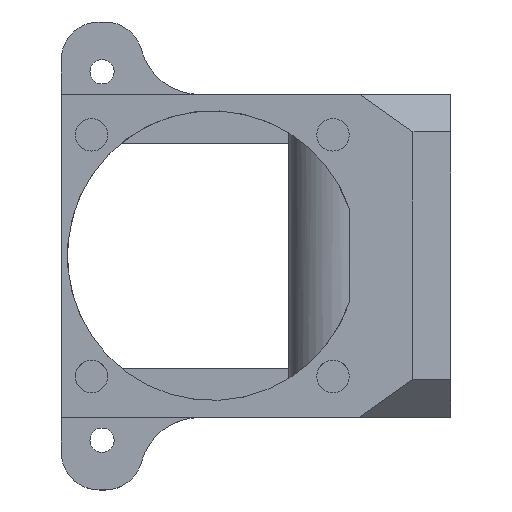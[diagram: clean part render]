
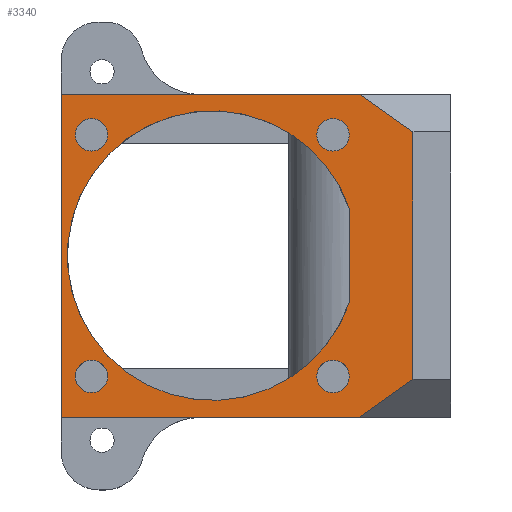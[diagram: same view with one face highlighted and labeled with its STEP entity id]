
A CAD part, top view. The second image highlights one B-rep face of the part: STEP entity #3340.
In plain terms, the highlighted planar face has unit normal (0, 0, 1).
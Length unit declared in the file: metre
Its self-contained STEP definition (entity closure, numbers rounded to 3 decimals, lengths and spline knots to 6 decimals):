
#95=LINE('',#4909,#438);
#96=LINE('',#4912,#439);
#97=LINE('',#4914,#440);
#98=LINE('',#4916,#441);
#99=LINE('',#4918,#442);
#100=LINE('',#4920,#443);
#101=LINE('',#4921,#444);
#438=VECTOR('',#3904,1.);
#439=VECTOR('',#3905,1.);
#440=VECTOR('',#3906,1.);
#441=VECTOR('',#3907,1.);
#442=VECTOR('',#3908,1.);
#443=VECTOR('',#3909,1.);
#444=VECTOR('',#3910,1.);
#748=PLANE('',#3533);
#929=ORIENTED_EDGE('',*,*,#1899,.F.);
#930=ORIENTED_EDGE('',*,*,#1900,.F.);
#931=ORIENTED_EDGE('',*,*,#1901,.F.);
#932=ORIENTED_EDGE('',*,*,#1902,.F.);
#933=ORIENTED_EDGE('',*,*,#1903,.T.);
#934=ORIENTED_EDGE('',*,*,#1904,.T.);
#935=ORIENTED_EDGE('',*,*,#1905,.T.);
#936=ORIENTED_EDGE('',*,*,#1906,.T.);
#937=ORIENTED_EDGE('',*,*,#1907,.F.);
#938=ORIENTED_EDGE('',*,*,#1908,.T.);
#939=ORIENTED_EDGE('',*,*,#1909,.T.);
#940=ORIENTED_EDGE('',*,*,#1910,.F.);
#1899=EDGE_CURVE('',#2384,#2384,#2684,.T.);
#1900=EDGE_CURVE('',#2385,#2385,#2685,.T.);
#1901=EDGE_CURVE('',#2386,#2386,#2686,.T.);
#1902=EDGE_CURVE('',#2387,#2387,#2687,.T.);
#1903=EDGE_CURVE('',#2388,#2389,#95,.T.);
#1904=EDGE_CURVE('',#2389,#2390,#96,.F.);
#1905=EDGE_CURVE('',#2390,#2391,#97,.T.);
#1906=EDGE_CURVE('',#2391,#2392,#98,.T.);
#1907=EDGE_CURVE('',#2393,#2392,#99,.T.);
#1908=EDGE_CURVE('',#2393,#2388,#100,.T.);
#1909=EDGE_CURVE('',#2394,#2395,#101,.T.);
#1910=EDGE_CURVE('',#2394,#2395,#2688,.T.);
#2384=VERTEX_POINT('',#4902);
#2385=VERTEX_POINT('',#4904);
#2386=VERTEX_POINT('',#4906);
#2387=VERTEX_POINT('',#4908);
#2388=VERTEX_POINT('',#4910);
#2389=VERTEX_POINT('',#4911);
#2390=VERTEX_POINT('',#4913);
#2391=VERTEX_POINT('',#4915);
#2392=VERTEX_POINT('',#4917);
#2393=VERTEX_POINT('',#4919);
#2394=VERTEX_POINT('',#4922);
#2395=VERTEX_POINT('',#4923);
#2684=CIRCLE('',#3534,0.00215);
#2685=CIRCLE('',#3535,0.00215);
#2686=CIRCLE('',#3536,0.00215);
#2687=CIRCLE('',#3537,0.00215);
#2688=CIRCLE('',#3538,0.019184);
#2784=EDGE_LOOP('',(#929));
#2785=EDGE_LOOP('',(#930));
#2786=EDGE_LOOP('',(#931));
#2787=EDGE_LOOP('',(#932));
#2788=EDGE_LOOP('',(#933,#934,#935,#936,#937,#938));
#2789=EDGE_LOOP('',(#939,#940));
#3045=FACE_BOUND('',#2784,.T.);
#3046=FACE_BOUND('',#2785,.T.);
#3047=FACE_BOUND('',#2786,.T.);
#3048=FACE_BOUND('',#2787,.T.);
#3049=FACE_BOUND('',#2788,.T.);
#3050=FACE_BOUND('',#2789,.T.);
#3340=ADVANCED_FACE('',(#3045,#3046,#3047,#3048,#3049,#3050),#748,.F.);
#3533=AXIS2_PLACEMENT_3D('',#4900,#3894,#3895);
#3534=AXIS2_PLACEMENT_3D('',#4901,#3896,#3897);
#3535=AXIS2_PLACEMENT_3D('',#4903,#3898,#3899);
#3536=AXIS2_PLACEMENT_3D('',#4905,#3900,#3901);
#3537=AXIS2_PLACEMENT_3D('',#4907,#3902,#3903);
#3538=AXIS2_PLACEMENT_3D('',#4924,#3911,#3912);
#3894=DIRECTION('',(0.,0.,-1.));
#3895=DIRECTION('',(0.,1.,0.));
#3896=DIRECTION('',(0.,0.,1.));
#3897=DIRECTION('',(0.,-1.,0.));
#3898=DIRECTION('',(0.,0.,1.));
#3899=DIRECTION('',(0.,-1.,0.));
#3900=DIRECTION('',(0.,0.,1.));
#3901=DIRECTION('',(0.,-1.,0.));
#3902=DIRECTION('',(0.,0.,1.));
#3903=DIRECTION('',(0.,-1.,0.));
#3904=DIRECTION('',(0.,1.,0.));
#3905=DIRECTION('',(0.816,-0.577,0.));
#3906=DIRECTION('',(-1.,0.,0.));
#3907=DIRECTION('',(0.,-1.,0.));
#3908=DIRECTION('',(-1.,0.,0.));
#3909=DIRECTION('',(0.816,0.577,0.));
#3910=DIRECTION('',(0.,-1.,0.));
#3911=DIRECTION('',(0.,0.,1.));
#3912=DIRECTION('',(0.,-1.,0.));
#4900=CARTESIAN_POINT('',(-0.0007,0.002143,0.029644));
#4901=CARTESIAN_POINT('',(-0.0433,0.016,0.029644));
#4902=CARTESIAN_POINT('',(-0.0433,0.01385,0.029644));
#4903=CARTESIAN_POINT('',(-0.0433,-0.016,0.029644));
#4904=CARTESIAN_POINT('',(-0.0433,-0.01815,0.029644));
#4905=CARTESIAN_POINT('',(-0.0113,-0.016,0.029644));
#4906=CARTESIAN_POINT('',(-0.0113,-0.01815,0.029644));
#4907=CARTESIAN_POINT('',(-0.0113,0.016,0.029644));
#4908=CARTESIAN_POINT('',(-0.0113,0.01385,0.029644));
#4909=CARTESIAN_POINT('',(-0.0007,0.0214,0.029644));
#4910=CARTESIAN_POINT('',(-0.0007,-0.0164,0.029644));
#4911=CARTESIAN_POINT('',(-0.0007,0.0164,0.029644));
#4912=CARTESIAN_POINT('',(0.001134,0.015103,0.029644));
#4913=CARTESIAN_POINT('',(-0.007771,0.0214,0.029644));
#4914=CARTESIAN_POINT('',(-0.0007,0.0214,0.029644));
#4915=CARTESIAN_POINT('',(-0.0473,0.0214,0.029644));
#4916=CARTESIAN_POINT('',(-0.0473,-0.0396,0.029644));
#4917=CARTESIAN_POINT('',(-0.0473,-0.0214,0.029644));
#4918=CARTESIAN_POINT('',(-0.0007,-0.0214,0.029644));
#4919=CARTESIAN_POINT('',(-0.007771,-0.0214,0.029644));
#4920=CARTESIAN_POINT('',(0.001134,-0.015103,0.029644));
#4921=CARTESIAN_POINT('',(-0.00916,-0.016286,0.029644));
#4922=CARTESIAN_POINT('',(-0.00916,0.006243,0.029644));
#4923=CARTESIAN_POINT('',(-0.00916,-0.006243,0.029644));
#4924=CARTESIAN_POINT('',(-0.0273,0.,0.029644));
